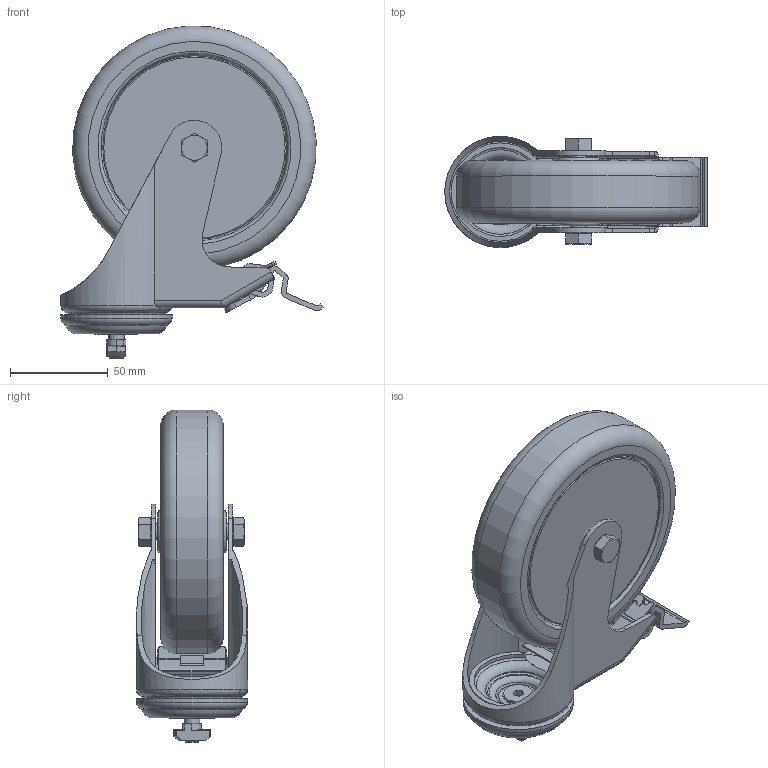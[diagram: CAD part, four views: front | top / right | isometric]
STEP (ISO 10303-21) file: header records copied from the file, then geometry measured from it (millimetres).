
FILE_DESCRIPTION(('STEP AP203'),'1');
FILE_NAME('ERGO10B1435.stp','2023-10-23T07:22:25',(' '),(' '),'Spatial InterOp 3D',' ',' ');
FILE_SCHEMA(('CONFIG_CONTROL_DESIGN'));
Length unit declared in the file: millimetre
Products named in the file (12): Kit roulette pivotante; Ecrou tête rectangulaire 10 M8; Roulette pivotante D125, à blocage; flasque; roue pour roulette; axe; ecrou; corps; Kit roulette pivotante D125 à blocage - vis seule; Rondelle 12x8.2x5; Vis FHC - M8x25
Assembly tree (12 placements, depth 4):
  Kit roulette pivotante
    Ecrou tête rectangulaire 10 M8
    Kit roulette pivotante D125 à blocage - vis seule
      Roulette pivotante D125, à blocage
        flasque  x2
        roue pour roulette
        axe
        ecrou
        corps
      Kit roulette pivotante D125 à blocage - vis seule
        Rondelle 12x8.2x5
        Vis FHC - M8x25
Bounding box: 134.5 x 57 x 170.22 mm (x, y, z)
Volume: 335139.1 mm3; surface area: 121312.5 mm2
Topology: 9 solids, 9 shells, 449 faces, 1221 edges, 790 vertices
Faces by surface type: plane 261, cylinder 114, cone 38, torus 34, bspline 2
Full cylindrical faces by diameter (mm): 6.647 x1, 6.8 x1, 8 x3, 8.2 x1, 8.5 x2, 12 x1, 12.4 x1, 13 x2, 15.24 x1, 20 x2, 20.45 x1, 22 x2, 29 x1, 57 x1, 94 x2, 96 x2, 125 x1
Entity records: 16210 total; most frequent: CARTESIAN_POINT 3040, DIRECTION 2333, ORIENTED_EDGE 2278, EDGE_CURVE 1139, AXIS2_PLACEMENT_3D 843, VERTEX_POINT 773, LINE 647, VECTOR 647
